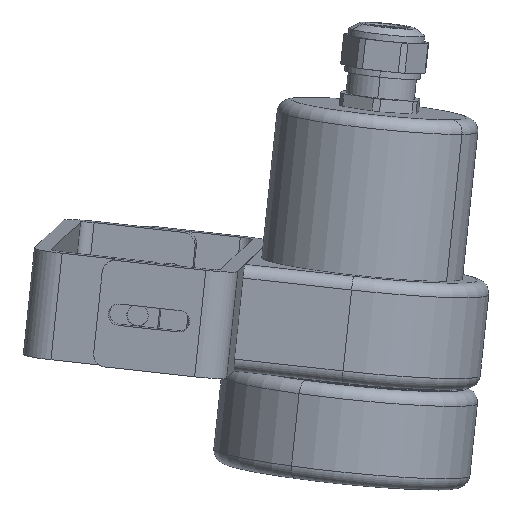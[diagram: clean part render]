
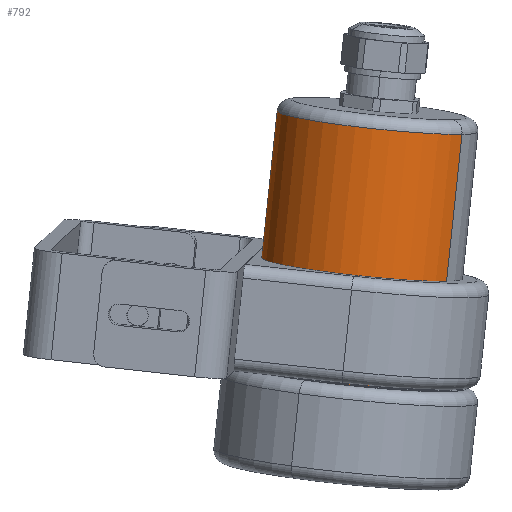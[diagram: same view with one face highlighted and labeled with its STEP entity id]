
A CAD part, left-side view. The second image highlights one B-rep face of the part: STEP entity #792.
In plain terms, the highlighted cylindrical face has radius 23.5 mm (diameter 47 mm), a partial arc.
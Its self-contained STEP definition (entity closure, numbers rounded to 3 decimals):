
#94=CARTESIAN_POINT('Vertex',(11.267,-75.,20.623)) ;
#110=CARTESIAN_POINT('Vertex',(-11.267,-75.,-20.623)) ;
#113=CARTESIAN_POINT('Axis2P3D Location',(0.,-75.,0.)) ;
#713=CARTESIAN_POINT('Vertex',(-11.267,-15.,-20.623)) ;
#715=CARTESIAN_POINT('Vertex',(11.267,-15.,20.623)) ;
#718=CARTESIAN_POINT('Axis2P3D Location',(0.,-15.,0.)) ;
#728=CARTESIAN_POINT('Axis2P3D Location',(0.,-75.5,0.)) ;
#733=CARTESIAN_POINT('Line Origine',(11.267,-46.5,20.623)) ;
#738=CARTESIAN_POINT('Line Origine',(-11.267,-46.5,-20.623)) ;
#757=CARTESIAN_POINT('Control Point',(-2.194,-29.199,-23.397)) ;
#758=CARTESIAN_POINT('Control Point',(-2.044,-29.473,-23.411)) ;
#759=CARTESIAN_POINT('Control Point',(-1.851,-29.724,-23.428)) ;
#760=CARTESIAN_POINT('Control Point',(-1.621,-29.942,-23.446)) ;
#761=CARTESIAN_POINT('Control Point',(-0.838,-30.479,-23.495)) ;
#762=CARTESIAN_POINT('Control Point',(0.136,-30.619,-23.514)) ;
#763=CARTESIAN_POINT('Control Point',(0.796,-30.498,-23.498)) ;
#764=CARTESIAN_POINT('Control Point',(1.95,-29.864,-23.43)) ;
#765=CARTESIAN_POINT('Control Point',(2.535,-28.682,-23.364)) ;
#766=CARTESIAN_POINT('Control Point',(2.625,-28.008,-23.352)) ;
#767=CARTESIAN_POINT('Control Point',(2.497,-27.356,-23.369)) ;
#768=CARTESIAN_POINT('Control Point',(2.194,-26.801,-23.397)) ;
#769=CARTESIAN_POINT('Vertex',(-2.194,-29.199,-23.397)) ;
#771=CARTESIAN_POINT('Vertex',(2.194,-26.801,-23.397)) ;
#775=CARTESIAN_POINT('Control Point',(2.194,-26.801,-23.397)) ;
#776=CARTESIAN_POINT('Control Point',(2.044,-26.527,-23.411)) ;
#777=CARTESIAN_POINT('Control Point',(1.851,-26.276,-23.428)) ;
#778=CARTESIAN_POINT('Control Point',(1.621,-26.058,-23.446)) ;
#779=CARTESIAN_POINT('Control Point',(0.838,-25.521,-23.495)) ;
#780=CARTESIAN_POINT('Control Point',(-0.136,-25.381,-23.514)) ;
#781=CARTESIAN_POINT('Control Point',(-0.796,-25.502,-23.498)) ;
#782=CARTESIAN_POINT('Control Point',(-1.95,-26.136,-23.43)) ;
#783=CARTESIAN_POINT('Control Point',(-2.535,-27.318,-23.364)) ;
#784=CARTESIAN_POINT('Control Point',(-2.625,-27.992,-23.352)) ;
#785=CARTESIAN_POINT('Control Point',(-2.497,-28.644,-23.369)) ;
#786=CARTESIAN_POINT('Control Point',(-2.194,-29.199,-23.397)) ;
#114=DIRECTION('Axis2P3D Direction',(0.,1.,0.)) ;
#719=DIRECTION('Axis2P3D Direction',(0.,1.,0.)) ;
#729=DIRECTION('Axis2P3D Direction',(0.,1.,0.)) ;
#730=DIRECTION('Axis2P3D XDirection',(0.479,0.,0.878)) ;
#734=DIRECTION('Vector Direction',(0.,1.,0.)) ;
#739=DIRECTION('Vector Direction',(0.,1.,0.)) ;
#115=AXIS2_PLACEMENT_3D('Circle Axis2P3D',#113,#114,$) ;
#720=AXIS2_PLACEMENT_3D('Circle Axis2P3D',#718,#719,$) ;
#731=AXIS2_PLACEMENT_3D('Cylinder Axis2P3D',#728,#729,#730) ;
#751=ORIENTED_EDGE('',*,*,#742,.F.) ;
#752=ORIENTED_EDGE('',*,*,#722,.F.) ;
#753=ORIENTED_EDGE('',*,*,#737,.T.) ;
#754=ORIENTED_EDGE('',*,*,#117,.T.) ;
#789=ORIENTED_EDGE('',*,*,#773,.T.) ;
#790=ORIENTED_EDGE('',*,*,#787,.T.) ;
#791=FACE_BOUND('',#788,.T.) ;
#735=VECTOR('Line Direction',#734,1.) ;
#740=VECTOR('Line Direction',#739,1.) ;
#792=ADVANCED_FACE('',(#755,#791),#732,.T.) ;
#756=B_SPLINE_CURVE_WITH_KNOTS('',5,(#757,#758,#759,#760,#761,#762,#763,#764,#765,#766,#767,#768),.UNSPECIFIED.,.F.,.U.,(6,3,3,6),(0.,2.213,6.639,11.115),.UNSPECIFIED.) ;
#774=B_SPLINE_CURVE_WITH_KNOTS('',5,(#775,#776,#777,#778,#779,#780,#781,#782,#783,#784,#785,#786),.UNSPECIFIED.,.F.,.U.,(6,3,3,6),(0.,2.213,6.639,11.115),.UNSPECIFIED.) ;
#116=CIRCLE('generated circle',#115,23.5) ;
#721=CIRCLE('generated circle',#720,23.5) ;
#732=CYLINDRICAL_SURFACE('generated cylinder',#731,23.5) ;
#117=EDGE_CURVE('',#95,#111,#116,.T.) ;
#722=EDGE_CURVE('',#716,#714,#721,.T.) ;
#737=EDGE_CURVE('',#716,#95,#736,.F.) ;
#742=EDGE_CURVE('',#714,#111,#741,.F.) ;
#773=EDGE_CURVE('',#770,#772,#756,.T.) ;
#787=EDGE_CURVE('',#772,#770,#774,.T.) ;
#750=EDGE_LOOP('',(#751,#752,#753,#754)) ;
#788=EDGE_LOOP('',(#789,#790)) ;
#755=FACE_OUTER_BOUND('',#750,.T.) ;
#736=LINE('Line',#733,#735) ;
#741=LINE('Line',#738,#740) ;
#95=VERTEX_POINT('',#94) ;
#111=VERTEX_POINT('',#110) ;
#714=VERTEX_POINT('',#713) ;
#716=VERTEX_POINT('',#715) ;
#770=VERTEX_POINT('',#769) ;
#772=VERTEX_POINT('',#771) ;
